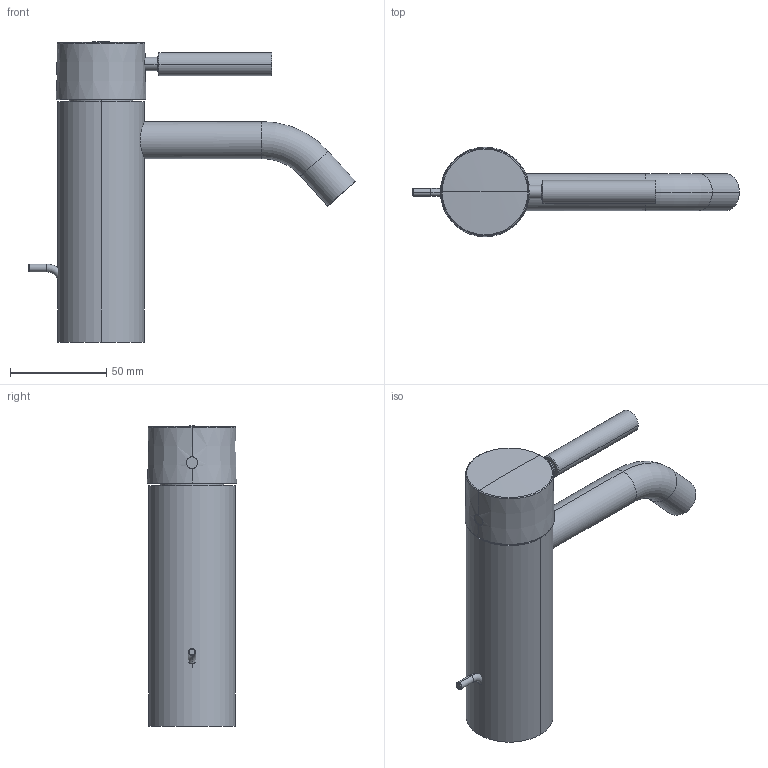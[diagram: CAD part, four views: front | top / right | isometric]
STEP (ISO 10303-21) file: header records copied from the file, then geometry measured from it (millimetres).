
FILE_DESCRIPTION (( 'STEP AP203' ), '1' );
FILE_NAME ('33502660.STEP', '2018-08-08T06:34:01', ( '' ), ( '' ), 'SwSTEP 2.0', 'SolidWorks 2017', '' );
FILE_SCHEMA (( 'CONFIG_CONTROL_DESIGN' ));
Length unit declared in the file: millimetre
Products named in the file (7): Planungsmodell_Hebel Unterteil-+-09.20.66.002-01; 33502660; Planungsmodell_Griff Hebel-+-09.20.66.001-01; Planungsmodell_Rohr_gerade-+-28.568.780-10_ _K94_33x25; Planungsmodell_Rohr_gerade-+-28.568.780-10_ _K336 125x45; Planungsmodell_Zugstange-+-09.31.09.110-01_Zugstange kurz ; Planungsmodell_Auslauf-+-09.11.06.206-01
Assembly tree (6 placements, depth 2):
  33502660
    Planungsmodell_Auslauf-+-09.11.06.206-01
    Planungsmodell_Rohr_gerade-+-28.568.780-10_ _K336 125x45
    Planungsmodell_Rohr_gerade-+-28.568.780-10_ _K94_33x25
    Planungsmodell_Zugstange-+-09.31.09.110-01_Zugstange kurz 
    Planungsmodell_Griff Hebel-+-09.20.66.001-01
    Planungsmodell_Hebel Unterteil-+-09.20.66.002-01
Bounding box: 169.83 x 46.49 x 156 mm (x, y, z)
Volume: 310215.1 mm3; surface area: 43370.6 mm2
Topology: 6 solids, 6 shells, 58 faces, 108 edges, 65 vertices
Faces by surface type: cylinder 23, plane 15, torus 14, cone 4, sphere 2
Entity records: 2407 total; most frequent: CARTESIAN_POINT 474, DIRECTION 302, ORIENTED_EDGE 216, AXIS2_PLACEMENT_3D 137, EDGE_CURVE 108, CIRCLE 70, VERTEX_POINT 65, PERSON_AND_ORGANIZATION 62
